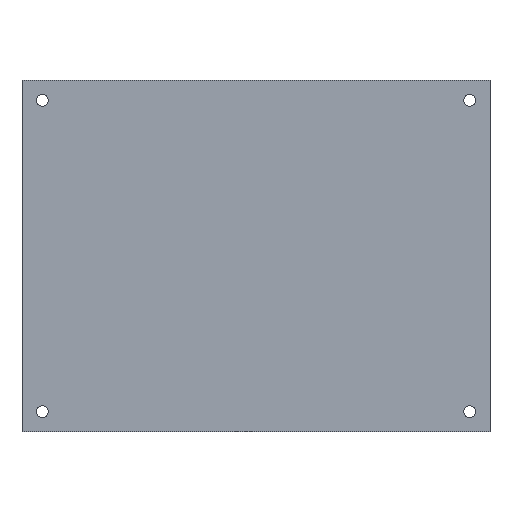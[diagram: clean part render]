
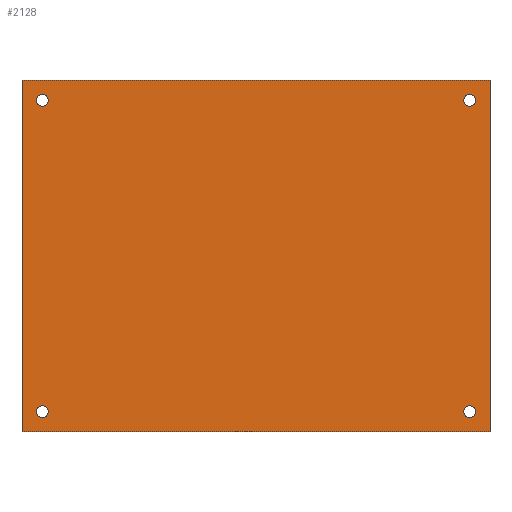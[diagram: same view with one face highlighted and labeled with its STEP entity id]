
A CAD part, front view. The second image highlights one B-rep face of the part: STEP entity #2128.
In plain terms, the highlighted planar face has unit normal (0, -1, 0).
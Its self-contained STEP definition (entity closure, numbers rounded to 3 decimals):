
#95=FACE_BOUND('',#433,.T.);
#96=FACE_BOUND('',#434,.T.);
#97=FACE_BOUND('',#435,.T.);
#98=FACE_BOUND('',#436,.T.);
#183=CIRCLE('',#2327,1.45);
#184=CIRCLE('',#2329,1.45);
#185=CIRCLE('',#2331,1.45);
#186=CIRCLE('',#2333,1.45);
#292=FACE_OUTER_BOUND('',#432,.T.);
#432=EDGE_LOOP('',(#1953,#1954,#1955,#1956));
#433=EDGE_LOOP('',(#1957));
#434=EDGE_LOOP('',(#1958));
#435=EDGE_LOOP('',(#1959));
#436=EDGE_LOOP('',(#1960));
#635=LINE('',#3511,#847);
#638=LINE('',#3516,#850);
#647=LINE('',#3542,#859);
#648=LINE('',#3544,#860);
#847=VECTOR('',#2896,10.);
#850=VECTOR('',#2901,10.);
#859=VECTOR('',#2932,10.);
#860=VECTOR('',#2935,10.);
#1052=VERTEX_POINT('',#3508);
#1053=VERTEX_POINT('',#3510);
#1054=VERTEX_POINT('',#3514);
#1056=VERTEX_POINT('',#3524);
#1057=VERTEX_POINT('',#3528);
#1058=VERTEX_POINT('',#3532);
#1059=VERTEX_POINT('',#3536);
#1060=VERTEX_POINT('',#3540);
#1343=EDGE_CURVE('',#1052,#1053,#635,.T.);
#1346=EDGE_CURVE('',#1054,#1052,#638,.T.);
#1351=EDGE_CURVE('',#1056,#1056,#183,.T.);
#1353=EDGE_CURVE('',#1057,#1057,#184,.T.);
#1355=EDGE_CURVE('',#1058,#1058,#185,.T.);
#1357=EDGE_CURVE('',#1059,#1059,#186,.T.);
#1359=EDGE_CURVE('',#1060,#1054,#647,.T.);
#1360=EDGE_CURVE('',#1053,#1060,#648,.T.);
#1953=ORIENTED_EDGE('',*,*,#1346,.F.);
#1954=ORIENTED_EDGE('',*,*,#1359,.F.);
#1955=ORIENTED_EDGE('',*,*,#1360,.F.);
#1956=ORIENTED_EDGE('',*,*,#1343,.F.);
#1957=ORIENTED_EDGE('',*,*,#1351,.F.);
#1958=ORIENTED_EDGE('',*,*,#1353,.F.);
#1959=ORIENTED_EDGE('',*,*,#1355,.F.);
#1960=ORIENTED_EDGE('',*,*,#1357,.F.);
#2022=PLANE('',#2337);
#2128=ADVANCED_FACE('',(#292,#95,#96,#97,#98),#2022,.F.);
#2327=AXIS2_PLACEMENT_3D('',#3526,#2912,#2913);
#2329=AXIS2_PLACEMENT_3D('',#3530,#2917,#2918);
#2331=AXIS2_PLACEMENT_3D('',#3534,#2922,#2923);
#2333=AXIS2_PLACEMENT_3D('',#3538,#2927,#2928);
#2337=AXIS2_PLACEMENT_3D('',#3546,#2938,#2939);
#2896=DIRECTION('',(0.,0.,1.));
#2901=DIRECTION('',(-1.,0.,0.));
#2912=DIRECTION('center_axis',(0.,-1.,0.));
#2913=DIRECTION('ref_axis',(1.,0.,0.));
#2917=DIRECTION('center_axis',(0.,-1.,0.));
#2918=DIRECTION('ref_axis',(1.,0.,0.));
#2922=DIRECTION('center_axis',(0.,-1.,0.));
#2923=DIRECTION('ref_axis',(1.,0.,0.));
#2927=DIRECTION('center_axis',(0.,-1.,0.));
#2928=DIRECTION('ref_axis',(1.,0.,0.));
#2932=DIRECTION('',(0.,0.,-1.));
#2935=DIRECTION('',(1.,0.,0.));
#2938=DIRECTION('center_axis',(0.,1.,0.));
#2939=DIRECTION('ref_axis',(1.,0.,0.));
#3508=CARTESIAN_POINT('',(-110.,0.,-60.));
#3510=CARTESIAN_POINT('',(-110.,0.,26.675));
#3511=CARTESIAN_POINT('',(-110.,0.,-60.));
#3514=CARTESIAN_POINT('',(5.25,0.,-60.));
#3516=CARTESIAN_POINT('',(-4.75,0.,-60.));
#3524=CARTESIAN_POINT('',(-106.45,0.,21.675));
#3526=CARTESIAN_POINT('Origin',(-105.,0.,21.675));
#3528=CARTESIAN_POINT('',(-1.2,0.,-55.));
#3530=CARTESIAN_POINT('Origin',(0.25,0.,-55.));
#3532=CARTESIAN_POINT('',(-106.45,0.,-55.));
#3534=CARTESIAN_POINT('Origin',(-105.,0.,-55.));
#3536=CARTESIAN_POINT('',(-1.2,0.,21.675));
#3538=CARTESIAN_POINT('Origin',(0.25,0.,21.675));
#3540=CARTESIAN_POINT('',(5.25,0.,26.675));
#3542=CARTESIAN_POINT('',(5.25,0.,26.675));
#3544=CARTESIAN_POINT('',(-110.,0.,26.675));
#3546=CARTESIAN_POINT('Origin',(-52.375,0.,-16.663));
